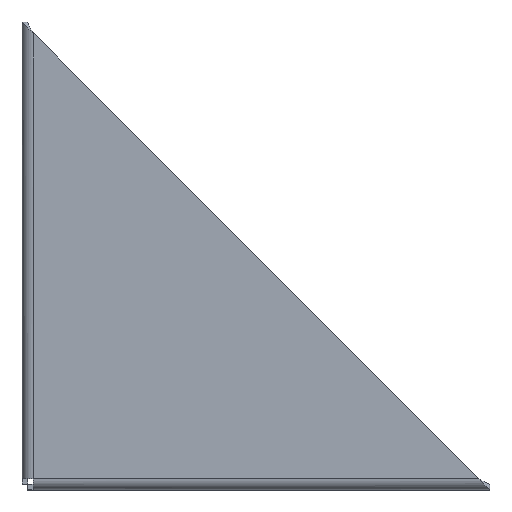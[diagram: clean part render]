
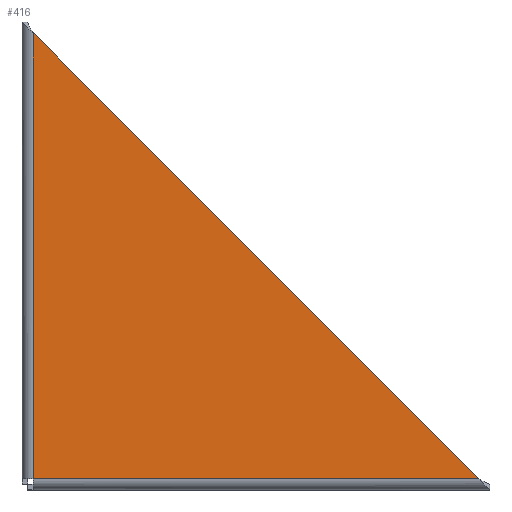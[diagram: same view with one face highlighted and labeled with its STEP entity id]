
A CAD part, top view. The second image highlights one B-rep face of the part: STEP entity #416.
In plain terms, the highlighted planar face has unit normal (0, 0, 1).
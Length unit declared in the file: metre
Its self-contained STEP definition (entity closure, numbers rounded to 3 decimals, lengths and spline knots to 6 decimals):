
#57=ORIENTED_EDGE('',*,*,#166,.T.);
#58=ORIENTED_EDGE('',*,*,#167,.T.);
#59=ORIENTED_EDGE('',*,*,#160,.T.);
#160=EDGE_CURVE('',#215,#216,#249,.T.);
#166=EDGE_CURVE('',#216,#220,#253,.T.);
#167=EDGE_CURVE('',#220,#215,#254,.T.);
#215=VERTEX_POINT('',#605);
#216=VERTEX_POINT('',#606);
#220=VERTEX_POINT('',#624);
#249=LINE('',#604,#284);
#253=LINE('',#623,#288);
#254=LINE('',#625,#289);
#284=VECTOR('',#495,1.);
#288=VECTOR('',#503,1.);
#289=VECTOR('',#504,1.);
#321=EDGE_LOOP('',(#57,#58,#59));
#360=FACE_BOUND('',#321,.T.);
#399=PLANE('',#456);
#416=ADVANCED_FACE('',(#360),#399,.T.);
#456=AXIS2_PLACEMENT_3D('',#622,#501,#502);
#495=DIRECTION('',(-0.707,0.707,0.));
#501=DIRECTION('',(0.,0.,1.));
#502=DIRECTION('',(1.,0.,0.));
#503=DIRECTION('',(0.,-1.,0.));
#504=DIRECTION('',(1.,0.,0.));
#604=CARTESIAN_POINT('',(0.125,0.125,0.003));
#605=CARTESIAN_POINT('',(0.247,0.003,0.003));
#606=CARTESIAN_POINT('',(0.003,0.247,0.003));
#622=CARTESIAN_POINT('',(0.125,0.125,0.003));
#623=CARTESIAN_POINT('',(0.003,0.125,0.003));
#624=CARTESIAN_POINT('',(0.003,0.003,0.003));
#625=CARTESIAN_POINT('',(0.125,0.003,0.003));
